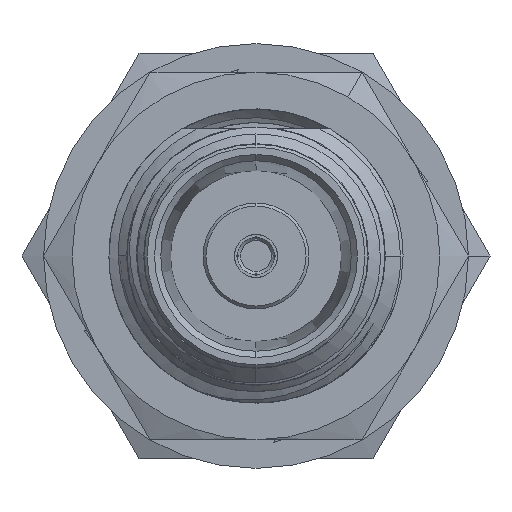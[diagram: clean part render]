
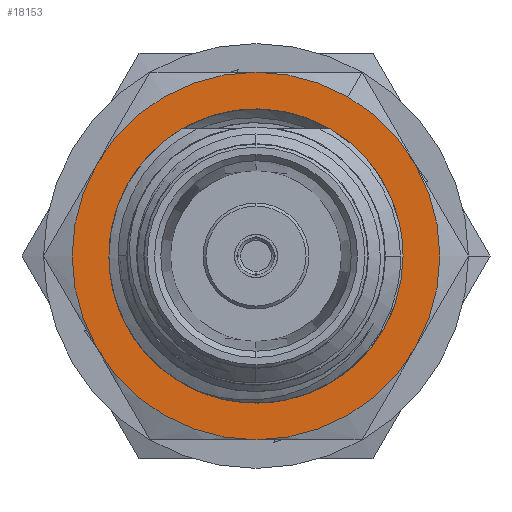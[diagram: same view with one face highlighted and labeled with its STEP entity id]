
A CAD part, left-side view. The second image highlights one B-rep face of the part: STEP entity #18153.
In plain terms, the highlighted planar face has unit normal (-1, 0, 0).
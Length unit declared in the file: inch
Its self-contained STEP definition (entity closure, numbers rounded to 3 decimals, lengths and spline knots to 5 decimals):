
#499 = CARTESIAN_POINT ( 'NONE',  ( 0.568, -0.15625, 0.27063 ) ) ;
#615 = DIRECTION ( 'NONE',  ( 0., -0.5, 0.866 ) ) ;
#1532 = CARTESIAN_POINT ( 'NONE',  ( 0.568, 0., 0. ) ) ;
#1815 = CARTESIAN_POINT ( 'NONE',  ( 0.568, 0., 0. ) ) ;
#2075 = VERTEX_POINT ( 'NONE', #15996 ) ;
#3152 = CIRCLE ( 'NONE', #25877, 0.3125 ) ;
#3177 = EDGE_CURVE ( 'NONE', #9046, #19274, #19371, .T. ) ;
#3303 = CARTESIAN_POINT ( 'NONE',  ( 0.568, 0.27063, 0.15625 ) ) ;
#3460 = CIRCLE ( 'NONE', #11235, 0.25 ) ;
#3683 = CARTESIAN_POINT ( 'NONE',  ( 0.568, -0.27063, -0.15625 ) ) ;
#4237 = CARTESIAN_POINT ( 'NONE',  ( 0.568, 0., 0. ) ) ;
#4331 = EDGE_CURVE ( 'NONE', #19274, #2075, #8615, .T. ) ;
#5197 = DIRECTION ( 'NONE',  ( 0., -0.5, 0.866 ) ) ;
#5758 = CARTESIAN_POINT ( 'NONE',  ( 0.568, 0., 0. ) ) ;
#5796 = EDGE_LOOP ( 'NONE', ( #23146, #15115, #18853, #22585, #18340, #15773, #25805 ) ) ;
#6352 = CIRCLE ( 'NONE', #20871, 0.25 ) ;
#6443 = DIRECTION ( 'NONE',  ( 0., -0.5, 0.866 ) ) ;
#6898 = AXIS2_PLACEMENT_3D ( 'NONE', #7117, #25404, #5197 ) ;
#7117 = CARTESIAN_POINT ( 'NONE',  ( 0.568, 0., 0. ) ) ;
#7551 = VERTEX_POINT ( 'NONE', #14425 ) ;
#7908 = DIRECTION ( 'NONE',  ( 0., -0.5, 0.866 ) ) ;
#8281 = EDGE_CURVE ( 'NONE', #10389, #14153, #6352, .T. ) ;
#8615 = CIRCLE ( 'NONE', #18122, 0.3125 ) ;
#8682 = AXIS2_PLACEMENT_3D ( 'NONE', #22779, #20578, #615 ) ;
#8985 = AXIS2_PLACEMENT_3D ( 'NONE', #16007, #18068, #13610 ) ;
#9046 = VERTEX_POINT ( 'NONE', #21429 ) ;
#9561 = PLANE ( 'NONE',  #24039 ) ;
#9713 = CIRCLE ( 'NONE', #18013, 0.3125 ) ;
#9828 = DIRECTION ( 'NONE',  ( 0., -0.5, 0.866 ) ) ;
#10389 = VERTEX_POINT ( 'NONE', #11115 ) ;
#10691 = VERTEX_POINT ( 'NONE', #3683 ) ;
#10940 = ORIENTED_EDGE ( 'NONE', *, *, #18995, .F. ) ;
#11115 = CARTESIAN_POINT ( 'NONE',  ( 0.568, -0.06947, -0.24015 ) ) ;
#11235 = AXIS2_PLACEMENT_3D ( 'NONE', #4237, #20287, #20548 ) ;
#12079 = DIRECTION ( 'NONE',  ( -1., 0., 0. ) ) ;
#12388 = EDGE_CURVE ( 'NONE', #2075, #14658, #18659, .T. ) ;
#12980 = EDGE_CURVE ( 'NONE', #10691, #9046, #9713, .T. ) ;
#13552 = DIRECTION ( 'NONE',  ( -1., 0., 0. ) ) ;
#13610 = DIRECTION ( 'NONE',  ( 0., -0.5, 0.866 ) ) ;
#13643 = DIRECTION ( 'NONE',  ( 0., -0.5, 0.866 ) ) ;
#13806 = DIRECTION ( 'NONE',  ( -1., 0., 0. ) ) ;
#14004 = EDGE_CURVE ( 'NONE', #24027, #7551, #18631, .T. ) ;
#14014 = ORIENTED_EDGE ( 'NONE', *, *, #8281, .F. ) ;
#14153 = VERTEX_POINT ( 'NONE', #20228 ) ;
#14286 = DIRECTION ( 'NONE',  ( -1., 0., 0. ) ) ;
#14425 = CARTESIAN_POINT ( 'NONE',  ( 0.568, 0., -0.3125 ) ) ;
#14460 = EDGE_CURVE ( 'NONE', #14658, #24027, #14825, .T. ) ;
#14658 = VERTEX_POINT ( 'NONE', #3303 ) ;
#14825 = CIRCLE ( 'NONE', #8682, 0.3125 ) ;
#14849 = FACE_BOUND ( 'NONE', #23123, .T. ) ;
#15115 = ORIENTED_EDGE ( 'NONE', *, *, #4331, .T. ) ;
#15773 = ORIENTED_EDGE ( 'NONE', *, *, #17381, .T. ) ;
#15853 = CARTESIAN_POINT ( 'NONE',  ( 0.568, 0., 0. ) ) ;
#15996 = CARTESIAN_POINT ( 'NONE',  ( 0.568, 0., 0.3125 ) ) ;
#16007 = CARTESIAN_POINT ( 'NONE',  ( 0.568, 0., 0. ) ) ;
#16445 = CARTESIAN_POINT ( 'NONE',  ( 0.568, 0., 0. ) ) ;
#17339 = CARTESIAN_POINT ( 'NONE',  ( 0.568, 0.27063, -0.15625 ) ) ;
#17381 = EDGE_CURVE ( 'NONE', #7551, #10691, #3152, .T. ) ;
#17982 = DIRECTION ( 'NONE',  ( -1., 0., 0. ) ) ;
#18013 = AXIS2_PLACEMENT_3D ( 'NONE', #15853, #13552, #13643 ) ;
#18068 = DIRECTION ( 'NONE',  ( -1., 0., 0. ) ) ;
#18122 = AXIS2_PLACEMENT_3D ( 'NONE', #1532, #25935, #19884 ) ;
#18153 = ADVANCED_FACE ( 'NONE', ( #14849, #24413 ), #9561, .T. ) ;
#18340 = ORIENTED_EDGE ( 'NONE', *, *, #14004, .T. ) ;
#18631 = CIRCLE ( 'NONE', #8985, 0.3125 ) ;
#18659 = CIRCLE ( 'NONE', #18882, 0.3125 ) ;
#18853 = ORIENTED_EDGE ( 'NONE', *, *, #12388, .T. ) ;
#18882 = AXIS2_PLACEMENT_3D ( 'NONE', #16445, #14286, #6443 ) ;
#18995 = EDGE_CURVE ( 'NONE', #14153, #10389, #3460, .T. ) ;
#19274 = VERTEX_POINT ( 'NONE', #499 ) ;
#19371 = CIRCLE ( 'NONE', #6898, 0.3125 ) ;
#19884 = DIRECTION ( 'NONE',  ( 0., -0.5, 0.866 ) ) ;
#20228 = CARTESIAN_POINT ( 'NONE',  ( 0.568, -0.21894, -0.12069 ) ) ;
#20287 = DIRECTION ( 'NONE',  ( -1., 0., 0. ) ) ;
#20548 = DIRECTION ( 'NONE',  ( 0., -0.5, 0.866 ) ) ;
#20578 = DIRECTION ( 'NONE',  ( -1., 0., 0. ) ) ;
#20871 = AXIS2_PLACEMENT_3D ( 'NONE', #26023, #13806, #9828 ) ;
#21429 = CARTESIAN_POINT ( 'NONE',  ( 0.568, -0.27063, 0.15625 ) ) ;
#21921 = DIRECTION ( 'NONE',  ( 0., -0.5, 0.866 ) ) ;
#22585 = ORIENTED_EDGE ( 'NONE', *, *, #14460, .T. ) ;
#22779 = CARTESIAN_POINT ( 'NONE',  ( 0.568, 0., 0. ) ) ;
#23123 = EDGE_LOOP ( 'NONE', ( #10940, #14014 ) ) ;
#23146 = ORIENTED_EDGE ( 'NONE', *, *, #3177, .T. ) ;
#24027 = VERTEX_POINT ( 'NONE', #17339 ) ;
#24039 = AXIS2_PLACEMENT_3D ( 'NONE', #5758, #17982, #21921 ) ;
#24413 = FACE_OUTER_BOUND ( 'NONE', #5796, .T. ) ;
#25404 = DIRECTION ( 'NONE',  ( -1., 0., 0. ) ) ;
#25805 = ORIENTED_EDGE ( 'NONE', *, *, #12980, .T. ) ;
#25877 = AXIS2_PLACEMENT_3D ( 'NONE', #1815, #12079, #7908 ) ;
#25935 = DIRECTION ( 'NONE',  ( -1., 0., 0. ) ) ;
#26023 = CARTESIAN_POINT ( 'NONE',  ( 0.568, 0., 0. ) ) ;
